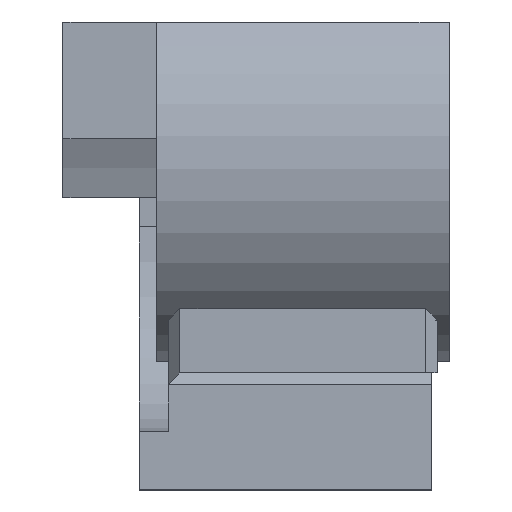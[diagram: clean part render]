
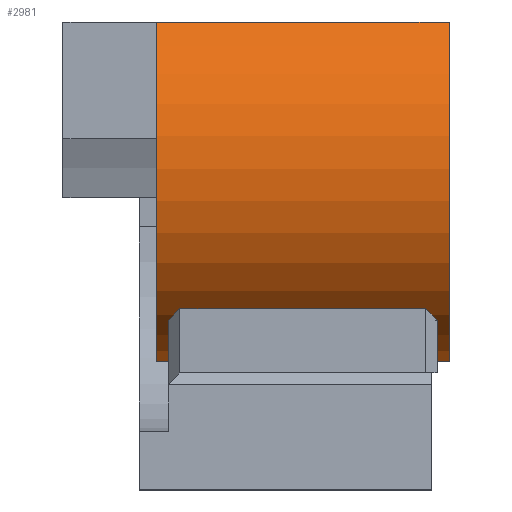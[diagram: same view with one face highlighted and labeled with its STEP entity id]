
A CAD part, left-side view. The second image highlights one B-rep face of the part: STEP entity #2981.
In plain terms, the highlighted cylindrical face has radius 3.4 mm (diameter 6.8 mm), a partial arc.
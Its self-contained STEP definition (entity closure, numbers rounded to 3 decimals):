
#28=CYLINDRICAL_SURFACE('',#3104,3.4);
#44=CIRCLE('',#3073,3.4);
#50=CIRCLE('',#3082,3.4);
#399=FACE_OUTER_BOUND('',#564,.T.);
#564=EDGE_LOOP('',(#2732,#2733,#2734,#2735));
#808=LINE('',#5508,#1095);
#851=LINE('',#5752,#1138);
#1095=VECTOR('',#3494,10.);
#1138=VECTOR('',#3609,10.);
#1398=VERTEX_POINT('',#5505);
#1399=VERTEX_POINT('',#5507);
#1404=VERTEX_POINT('',#5524);
#1409=VERTEX_POINT('',#5541);
#1805=EDGE_CURVE('',#1399,#1398,#808,.T.);
#1815=EDGE_CURVE('',#1399,#1404,#44,.T.);
#1825=EDGE_CURVE('',#1398,#1409,#50,.T.);
#1861=EDGE_CURVE('',#1404,#1409,#851,.T.);
#2732=ORIENTED_EDGE('',*,*,#1815,.F.);
#2733=ORIENTED_EDGE('',*,*,#1805,.T.);
#2734=ORIENTED_EDGE('',*,*,#1825,.T.);
#2735=ORIENTED_EDGE('',*,*,#1861,.F.);
#2981=ADVANCED_FACE('',(#399),#28,.T.);
#3073=AXIS2_PLACEMENT_3D('',#5525,#3511,#3512);
#3082=AXIS2_PLACEMENT_3D('',#5543,#3533,#3534);
#3104=AXIS2_PLACEMENT_3D('',#5753,#3610,#3611);
#3494=DIRECTION('',(0.,1.,0.));
#3511=DIRECTION('center_axis',(0.,-1.,0.));
#3512=DIRECTION('ref_axis',(-1.,0.,0.));
#3533=DIRECTION('center_axis',(0.,-1.,0.));
#3534=DIRECTION('ref_axis',(-1.,0.,0.));
#3609=DIRECTION('',(0.,1.,0.));
#3610=DIRECTION('center_axis',(0.,-1.,0.));
#3611=DIRECTION('ref_axis',(-1.,0.,0.));
#5505=CARTESIAN_POINT('',(-9.804,5.,8.));
#5507=CARTESIAN_POINT('',(-9.804,0.,8.));
#5508=CARTESIAN_POINT('',(-9.804,0.,8.));
#5524=CARTESIAN_POINT('',(-8.319,0.,2.2));
#5525=CARTESIAN_POINT('Origin',(-7.5,0.,5.5));
#5541=CARTESIAN_POINT('',(-8.319,5.,2.2));
#5543=CARTESIAN_POINT('Origin',(-7.5,5.,5.5));
#5752=CARTESIAN_POINT('',(-8.319,0.,2.2));
#5753=CARTESIAN_POINT('Origin',(-7.5,0.,5.5));
